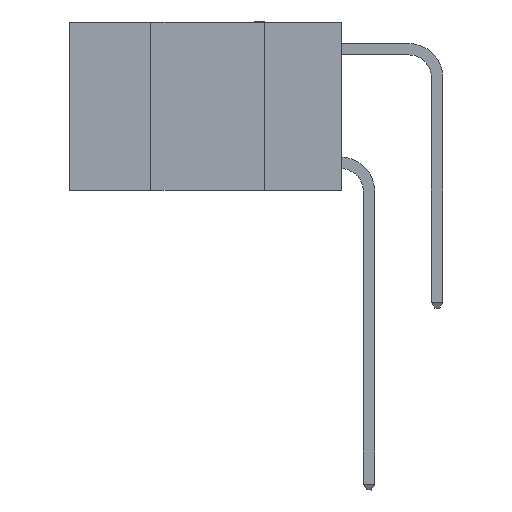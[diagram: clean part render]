
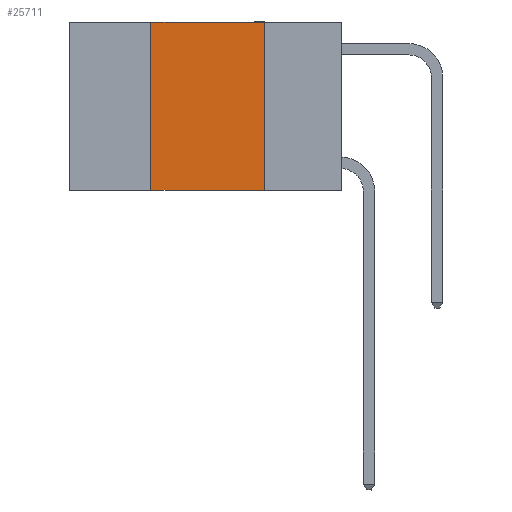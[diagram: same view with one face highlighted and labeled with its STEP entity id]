
A CAD part, left-side view. The second image highlights one B-rep face of the part: STEP entity #25711.
In plain terms, the highlighted planar face has unit normal (-1, 0, 0).
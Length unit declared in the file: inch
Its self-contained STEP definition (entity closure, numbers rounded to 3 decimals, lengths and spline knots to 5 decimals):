
#274 = EDGE_CURVE ( 'NONE', #4007, #21155, #12765, .T. ) ;
#921 = CARTESIAN_POINT ( 'NONE',  ( 0., 0.42, 0. ) ) ;
#1389 = LINE ( 'NONE', #20773, #21063 ) ;
#1775 = DIRECTION ( 'NONE',  ( 0., -1., 0. ) ) ;
#2266 = VERTEX_POINT ( 'NONE', #921 ) ;
#2385 = FACE_OUTER_BOUND ( 'NONE', #25098, .T. ) ;
#2997 = CARTESIAN_POINT ( 'NONE',  ( 0., 0.42, -0.37 ) ) ;
#4007 = VERTEX_POINT ( 'NONE', #2997 ) ;
#4699 = DIRECTION ( 'NONE',  ( 0., 0., -1. ) ) ;
#5597 = CARTESIAN_POINT ( 'NONE',  ( 0., 0.42, 0. ) ) ;
#5670 = LINE ( 'NONE', #19518, #14232 ) ;
#6072 = VECTOR ( 'NONE', #13832, 39.37008 ) ;
#6881 = EDGE_CURVE ( 'NONE', #4007, #2266, #13050, .T. ) ;
#7239 = ORIENTED_EDGE ( 'NONE', *, *, #9059, .F. ) ;
#7262 = VERTEX_POINT ( 'NONE', #13561 ) ;
#8540 = ORIENTED_EDGE ( 'NONE', *, *, #6881, .F. ) ;
#9059 = EDGE_CURVE ( 'NONE', #2266, #7262, #5670, .T. ) ;
#9174 = DIRECTION ( 'NONE',  ( 0., -1., 0. ) ) ;
#11494 = DIRECTION ( 'NONE',  ( 1., 0., 0. ) ) ;
#12765 = LINE ( 'NONE', #21228, #19141 ) ;
#13050 = LINE ( 'NONE', #5597, #6072 ) ;
#13561 = CARTESIAN_POINT ( 'NONE',  ( 0., 0.17, 0. ) ) ;
#13832 = DIRECTION ( 'NONE',  ( 0., 0., 1. ) ) ;
#14232 = VECTOR ( 'NONE', #1775, 39.37008 ) ;
#15518 = DIRECTION ( 'NONE',  ( 0., 0., -1. ) ) ;
#17636 = CARTESIAN_POINT ( 'NONE',  ( 0., 0.6, 0. ) ) ;
#19141 = VECTOR ( 'NONE', #9174, 39.37008 ) ;
#19518 = CARTESIAN_POINT ( 'NONE',  ( 0., 0.6, 0. ) ) ;
#20074 = EDGE_CURVE ( 'NONE', #7262, #21155, #1389, .T. ) ;
#20773 = CARTESIAN_POINT ( 'NONE',  ( 0., 0.17, 0. ) ) ;
#21063 = VECTOR ( 'NONE', #4699, 39.37008 ) ;
#21155 = VERTEX_POINT ( 'NONE', #24391 ) ;
#21228 = CARTESIAN_POINT ( 'NONE',  ( 0., 0.6, -0.37 ) ) ;
#21438 = PLANE ( 'NONE',  #25695 ) ;
#21945 = ORIENTED_EDGE ( 'NONE', *, *, #274, .T. ) ;
#24391 = CARTESIAN_POINT ( 'NONE',  ( 0., 0.17, -0.37 ) ) ;
#25098 = EDGE_LOOP ( 'NONE', ( #25290, #7239, #8540, #21945 ) ) ;
#25290 = ORIENTED_EDGE ( 'NONE', *, *, #20074, .F. ) ;
#25695 = AXIS2_PLACEMENT_3D ( 'NONE', #17636, #11494, #15518 ) ;
#25711 = ADVANCED_FACE ( 'NONE', ( #2385 ), #21438, .F. ) ;
